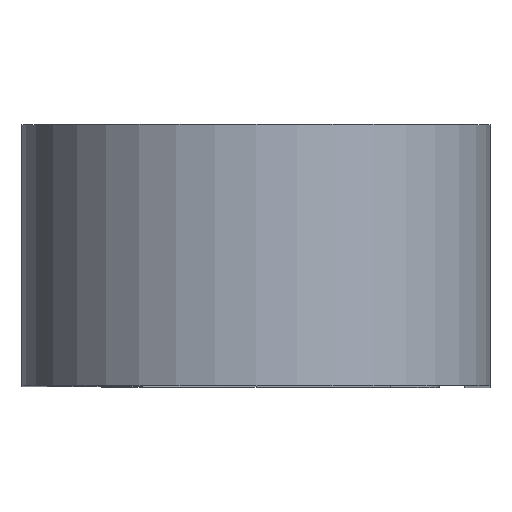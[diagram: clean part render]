
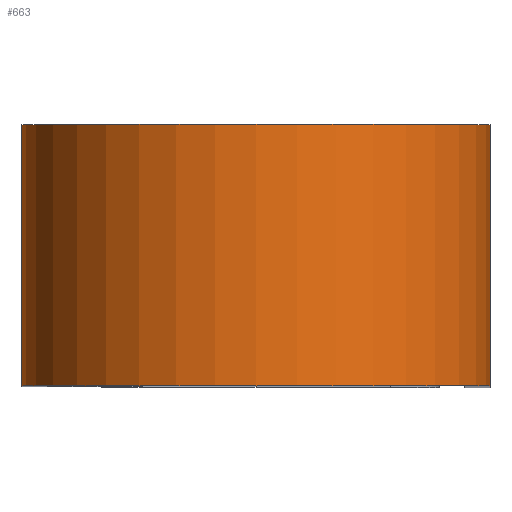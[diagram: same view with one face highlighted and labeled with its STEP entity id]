
A CAD part, top view. The second image highlights one B-rep face of the part: STEP entity #663.
In plain terms, the highlighted cylindrical face has radius 14.224 mm (diameter 28.448 mm), a partial arc.
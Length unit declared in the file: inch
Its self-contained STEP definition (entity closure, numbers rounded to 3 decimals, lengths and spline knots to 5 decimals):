
#8 = VECTOR ( 'NONE', #336, 39.37008 ) ;
#9 = LINE ( 'NONE', #748, #8 ) ;
#36 = CYLINDRICAL_SURFACE ( 'NONE', #742, 0.56 ) ;
#85 = DIRECTION ( 'NONE',  ( 0., 1., 0. ) ) ;
#108 = DIRECTION ( 'NONE',  ( 0., 0., -1. ) ) ;
#123 = CIRCLE ( 'NONE', #849, 0.56 ) ;
#172 = CIRCLE ( 'NONE', #852, 0.56 ) ;
#223 = EDGE_CURVE ( 'NONE', #739, #429, #172, .T. ) ;
#297 = DIRECTION ( 'NONE',  ( 0., -1., 0. ) ) ;
#302 = LINE ( 'NONE', #858, #702 ) ;
#336 = DIRECTION ( 'NONE',  ( 0., -1., 0. ) ) ;
#363 = CARTESIAN_POINT ( 'NONE',  ( -0.56, 0.3125, 1. ) ) ;
#368 = EDGE_LOOP ( 'NONE', ( #415, #561, #607, #582 ) ) ;
#380 = DIRECTION ( 'NONE',  ( 1., 0., 0. ) ) ;
#389 = DIRECTION ( 'NONE',  ( 0., 1., 0. ) ) ;
#415 = ORIENTED_EDGE ( 'NONE', *, *, #223, .T. ) ;
#420 = EDGE_CURVE ( 'NONE', #816, #616, #123, .T. ) ;
#429 = VERTEX_POINT ( 'NONE', #783 ) ;
#455 = CARTESIAN_POINT ( 'NONE',  ( 0., 0.3125, 1. ) ) ;
#561 = ORIENTED_EDGE ( 'NONE', *, *, #834, .F. ) ;
#582 = ORIENTED_EDGE ( 'NONE', *, *, #619, .T. ) ;
#607 = ORIENTED_EDGE ( 'NONE', *, *, #420, .F. ) ;
#616 = VERTEX_POINT ( 'NONE', #617 ) ;
#617 = CARTESIAN_POINT ( 'NONE',  ( 0.56, 0.3125, 1. ) ) ;
#618 = CARTESIAN_POINT ( 'NONE',  ( 0., 0.3125, 1. ) ) ;
#619 = EDGE_CURVE ( 'NONE', #816, #739, #9, .T. ) ;
#636 = FACE_OUTER_BOUND ( 'NONE', #368, .T. ) ;
#663 = ADVANCED_FACE ( 'NONE', ( #636 ), #36, .T. ) ;
#674 = CARTESIAN_POINT ( 'NONE',  ( 0., -0.3125, 1. ) ) ;
#702 = VECTOR ( 'NONE', #297, 39.37008 ) ;
#739 = VERTEX_POINT ( 'NONE', #759 ) ;
#742 = AXIS2_PLACEMENT_3D ( 'NONE', #618, #841, #108 ) ;
#748 = CARTESIAN_POINT ( 'NONE',  ( -0.56, 0.3125, 1. ) ) ;
#759 = CARTESIAN_POINT ( 'NONE',  ( -0.56, -0.3125, 1. ) ) ;
#783 = CARTESIAN_POINT ( 'NONE',  ( 0.56, -0.3125, 1. ) ) ;
#816 = VERTEX_POINT ( 'NONE', #363 ) ;
#834 = EDGE_CURVE ( 'NONE', #616, #429, #302, .T. ) ;
#841 = DIRECTION ( 'NONE',  ( 0., -1., 0. ) ) ;
#849 = AXIS2_PLACEMENT_3D ( 'NONE', #455, #389, #380 ) ;
#852 = AXIS2_PLACEMENT_3D ( 'NONE', #674, #85, #870 ) ;
#858 = CARTESIAN_POINT ( 'NONE',  ( 0.56, 0.3125, 1. ) ) ;
#870 = DIRECTION ( 'NONE',  ( 1., 0., 0. ) ) ;
